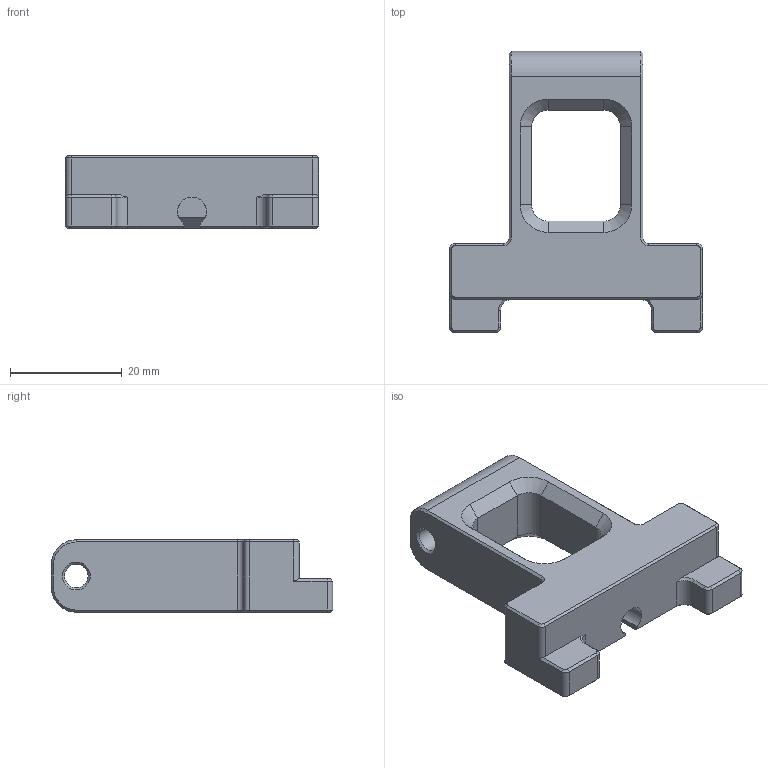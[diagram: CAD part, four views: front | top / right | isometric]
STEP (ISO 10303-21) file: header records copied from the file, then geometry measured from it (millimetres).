
FILE_DESCRIPTION(/* description */ (''),/* implementation_level */ '2;1');
FILE_NAME(/* name */ 'Flush Mount Bowden Retainer v1.step',/* time_stamp */ '2023-08-04T15:30:26-07:00',/* author */ (''),/* organization */ (''),/* preprocessor_version */ 'ST-DEVELOPER v19.2',/* originating_system */ 'Autodesk Translation Framework v12.6.0.85',/* authorisation */ '');
FILE_SCHEMA (('AUTOMOTIVE_DESIGN { 1 0 10303 214 3 1 1 }'));
Length unit declared in the file: millimetre
Products named in the file (1): Flush Mount Bowden Retainer
Bounding box: 45.4 x 50.5 x 13 mm (x, y, z)
Volume: 12120.3 mm3; surface area: 5519.7 mm2
Topology: 1 solids, 1 shells, 114 faces, 279 edges, 166 vertices
Faces by surface type: plane 58, cone 36, cylinder 20
Full cylindrical faces by diameter (mm): 4.2 x1
Entity records: 3329 total; most frequent: DIRECTION 587, CARTESIAN_POINT 564, ORIENTED_EDGE 558, EDGE_CURVE 279, LINE 197, VECTOR 197, AXIS2_PLACEMENT_3D 195, VERTEX_POINT 166
